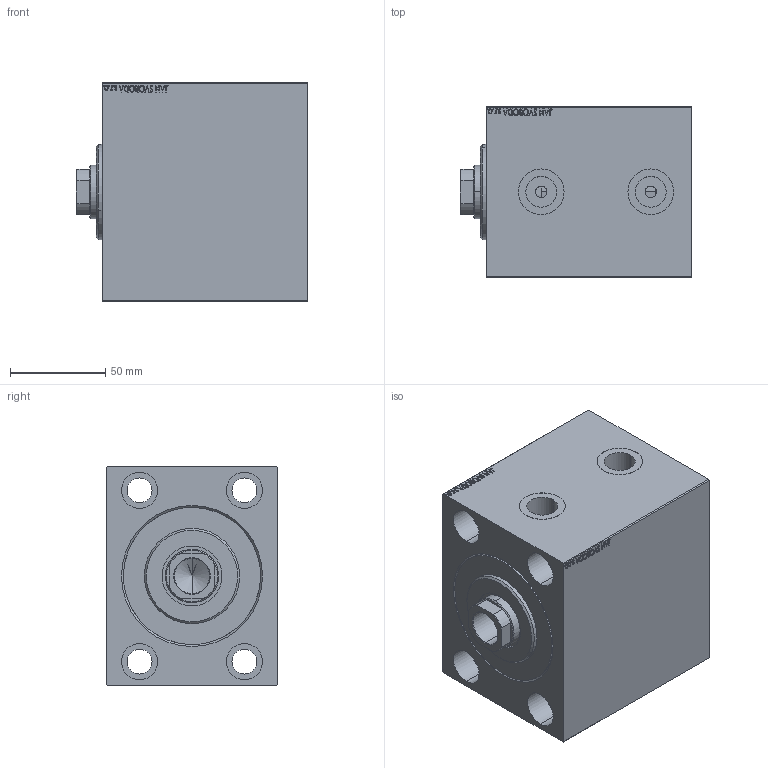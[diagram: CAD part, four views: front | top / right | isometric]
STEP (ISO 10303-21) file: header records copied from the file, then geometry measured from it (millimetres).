
FILE_DESCRIPTION (( 'STEP AP203' ), '1' );
FILE_NAME ('f080.STEP', '2022-04-16T19:34:51', ( '' ), ( '' ), 'SwSTEP 2.0', 'SolidWorks 2019', '' );
FILE_SCHEMA (( 'CONFIG_CONTROL_DESIGN' ));
Length unit declared in the file: millimetre
Products named in the file (4): f080; V450CM_VC_B 8ad742ed6fa202d05ad45872a6cf9d54; V450CM_C_VCP 8ad742ed6fa202d05ad45872a6cf9d54; V450CM_C_Body 8ad742ed6fa202d05ad45872a6cf9d54
Assembly tree (3 placements, depth 2):
  f080
    V450CM_C_Body 8ad742ed6fa202d05ad45872a6cf9d54
    V450CM_C_VCP 8ad742ed6fa202d05ad45872a6cf9d54
    V450CM_VC_B 8ad742ed6fa202d05ad45872a6cf9d54
Bounding box: 121.5 x 90 x 115 mm (x, y, z)
Volume: 967451.3 mm3; surface area: 139213.9 mm2
Topology: 3 solids, 3 shells, 866 faces, 2223 edges, 1474 vertices
Faces by surface type: plane 410, bspline 380, cylinder 62, cone 14
Entity records: 44177 total; most frequent: CARTESIAN_POINT 25187, ORIENTED_EDGE 4442, DIRECTION 2569, EDGE_CURVE 2221, VERTEX_POINT 1474, VECTOR 1309, LINE 1309, EDGE_LOOP 993
